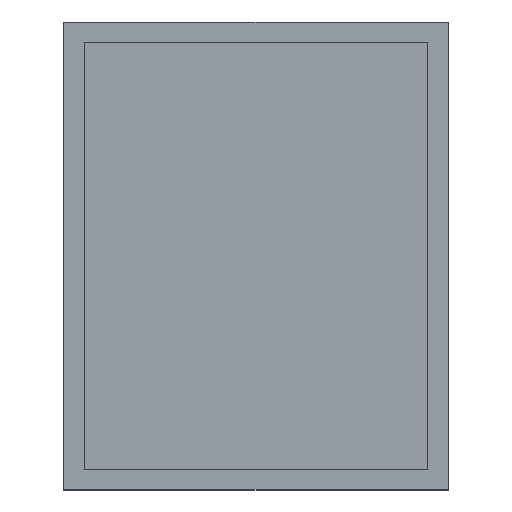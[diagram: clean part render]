
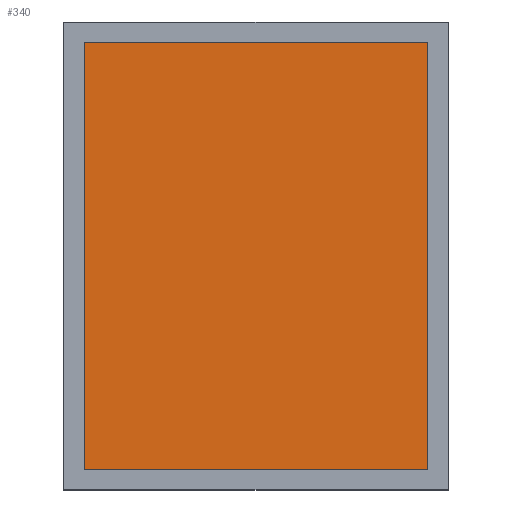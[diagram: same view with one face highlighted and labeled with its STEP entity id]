
A CAD part, top view. The second image highlights one B-rep face of the part: STEP entity #340.
In plain terms, the highlighted planar face has unit normal (0, 0, 1).
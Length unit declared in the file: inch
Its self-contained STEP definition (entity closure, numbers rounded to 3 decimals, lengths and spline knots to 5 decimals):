
#18=PLANE('',#364);
#34=FACE_OUTER_BOUND('',#52,.T.);
#52=EDGE_LOOP('',(#249,#250,#251,#252,#253,#254,#255,#256));
#74=LINE('',#498,#114);
#76=LINE('',#504,#116);
#77=LINE('',#506,#117);
#78=LINE('',#508,#118);
#79=LINE('',#510,#119);
#80=LINE('',#512,#120);
#81=LINE('',#514,#121);
#82=LINE('',#515,#122);
#114=VECTOR('',#402,0.25);
#116=VECTOR('',#408,1.01563);
#117=VECTOR('',#409,5.125);
#118=VECTOR('',#410,4.125);
#119=VECTOR('',#411,5.125);
#120=VECTOR('',#412,1.01563);
#121=VECTOR('',#413,0.25);
#122=VECTOR('',#414,2.09375);
#164=VERTEX_POINT('',#495);
#165=VERTEX_POINT('',#497);
#167=VERTEX_POINT('',#503);
#168=VERTEX_POINT('',#505);
#169=VERTEX_POINT('',#507);
#170=VERTEX_POINT('',#509);
#171=VERTEX_POINT('',#511);
#172=VERTEX_POINT('',#513);
#197=EDGE_CURVE('',#164,#165,#74,.T.);
#200=EDGE_CURVE('',#167,#164,#76,.T.);
#201=EDGE_CURVE('',#168,#167,#77,.T.);
#202=EDGE_CURVE('',#169,#168,#78,.T.);
#203=EDGE_CURVE('',#170,#169,#79,.T.);
#204=EDGE_CURVE('',#171,#170,#80,.T.);
#205=EDGE_CURVE('',#172,#171,#81,.T.);
#206=EDGE_CURVE('',#165,#172,#82,.T.);
#249=ORIENTED_EDGE('',*,*,#197,.F.);
#250=ORIENTED_EDGE('',*,*,#200,.F.);
#251=ORIENTED_EDGE('',*,*,#201,.F.);
#252=ORIENTED_EDGE('',*,*,#202,.F.);
#253=ORIENTED_EDGE('',*,*,#203,.F.);
#254=ORIENTED_EDGE('',*,*,#204,.F.);
#255=ORIENTED_EDGE('',*,*,#205,.F.);
#256=ORIENTED_EDGE('',*,*,#206,.F.);
#340=ADVANCED_FACE('',(#34),#18,.F.);
#364=AXIS2_PLACEMENT_3D('',#502,#406,#407);
#402=DIRECTION('',(0.,-1.,0.));
#406=DIRECTION('center_axis',(0.,0.,-1.));
#407=DIRECTION('ref_axis',(-1.,0.,0.));
#408=DIRECTION('',(-1.,0.,0.));
#409=DIRECTION('',(0.,-1.,0.));
#410=DIRECTION('',(1.,0.,0.));
#411=DIRECTION('',(0.,1.,0.));
#412=DIRECTION('',(-1.,0.,0.));
#413=DIRECTION('',(0.,1.,0.));
#414=DIRECTION('',(-1.,0.,0.));
#495=CARTESIAN_POINT('',(3.35938,0.25,0.25));
#497=CARTESIAN_POINT('',(3.35938,0.,0.25));
#498=CARTESIAN_POINT('',(3.35938,1.40625,0.25));
#502=CARTESIAN_POINT('Origin',(2.3125,2.8125,0.25));
#503=CARTESIAN_POINT('',(4.375,0.25,0.25));
#504=CARTESIAN_POINT('',(0.25,0.25,0.25));
#505=CARTESIAN_POINT('',(4.375,5.375,0.25));
#506=CARTESIAN_POINT('',(4.375,0.25,0.25));
#507=CARTESIAN_POINT('',(0.25,5.375,0.25));
#508=CARTESIAN_POINT('',(4.375,5.375,0.25));
#509=CARTESIAN_POINT('',(0.25,0.25,0.25));
#510=CARTESIAN_POINT('',(0.25,5.375,0.25));
#511=CARTESIAN_POINT('',(1.26563,0.25,0.25));
#512=CARTESIAN_POINT('',(0.25,0.25,0.25));
#513=CARTESIAN_POINT('',(1.26563,0.,0.25));
#514=CARTESIAN_POINT('',(1.26563,1.40625,0.25));
#515=CARTESIAN_POINT('',(1.6875,0.,0.25));
